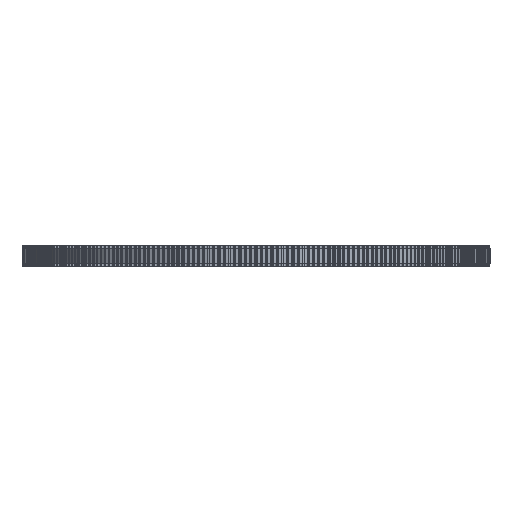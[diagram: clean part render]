
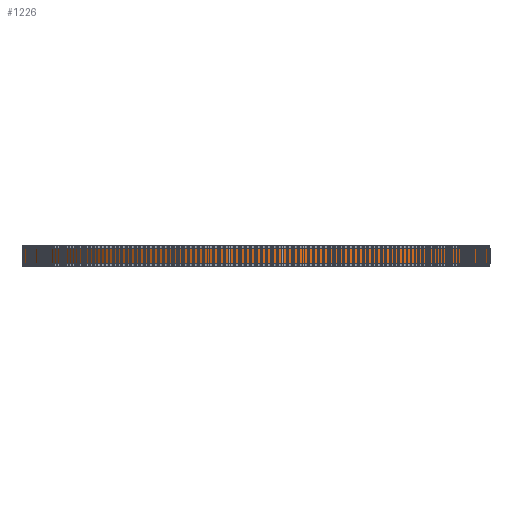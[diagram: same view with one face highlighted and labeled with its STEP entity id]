
A CAD part, front view. The second image highlights one B-rep face of the part: STEP entity #1226.
In plain terms, the highlighted cylindrical face has radius 87.853 mm (diameter 175.707 mm), a full revolution.
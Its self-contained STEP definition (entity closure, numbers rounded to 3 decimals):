
#97=FACE_BOUND('',#4544,.T.);
#98=FACE_BOUND('',#4545,.T.);
#1226=ADVANCED_FACE('',(#97,#98),#2331,.T.);
#2331=CYLINDRICAL_SURFACE('',#24431,87.854);
#4544=EDGE_LOOP('',(#13378));
#4545=EDGE_LOOP('',(#13379));
#13378=ORIENTED_EDGE('',*,*,#18902,.T.);
#13379=ORIENTED_EDGE('',*,*,#18903,.T.);
#15588=VERTEX_POINT('',#38800);
#15589=VERTEX_POINT('',#38802);
#18902=EDGE_CURVE('',#15588,#15588,#21112,.T.);
#18903=EDGE_CURVE('',#15589,#15589,#21113,.T.);
#21112=CIRCLE('',#24429,87.854);
#21113=CIRCLE('',#24430,87.854);
#24429=AXIS2_PLACEMENT_3D('',#38799,#32166,#32167);
#24430=AXIS2_PLACEMENT_3D('',#38801,#32168,#32169);
#24431=AXIS2_PLACEMENT_3D('',#38803,#32170,#32171);
#32166=DIRECTION('',(0.,0.,1.));
#32167=DIRECTION('',(1.,0.,0.));
#32168=DIRECTION('',(0.,0.,-1.));
#32169=DIRECTION('',(1.,0.,0.));
#32170=DIRECTION('',(0.,0.,1.));
#32171=DIRECTION('',(1.,0.,0.));
#38799=CARTESIAN_POINT('',(0.,0.,1.));
#38800=CARTESIAN_POINT('',(87.854,0.,1.));
#38801=CARTESIAN_POINT('',(0.,0.,7.));
#38802=CARTESIAN_POINT('',(87.854,0.,7.));
#38803=CARTESIAN_POINT('',(0.,0.,1.));
